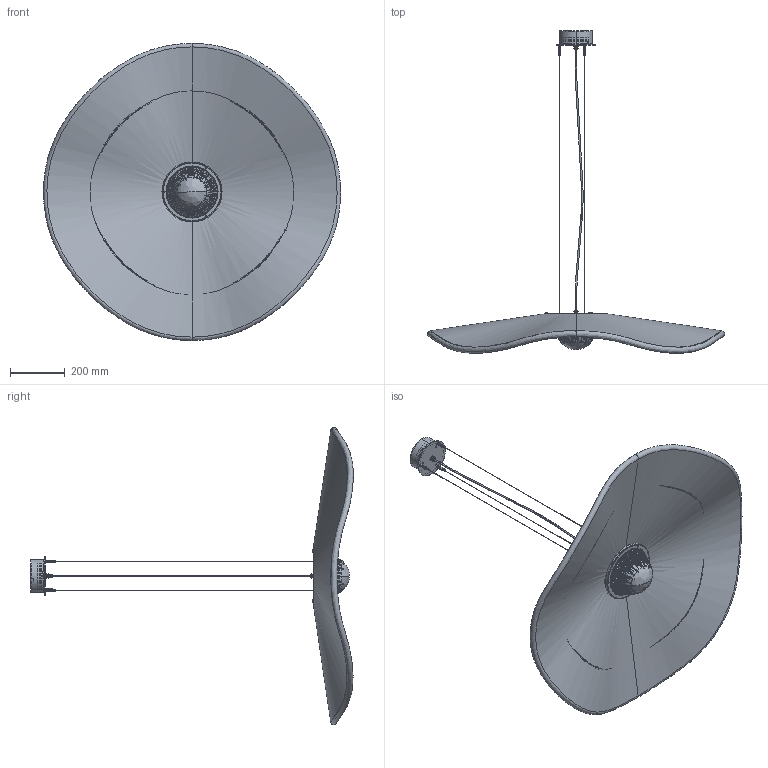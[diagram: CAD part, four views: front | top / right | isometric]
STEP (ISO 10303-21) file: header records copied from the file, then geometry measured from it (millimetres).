
FILE_DESCRIPTION (( 'STEP AP203' ), '1' );
FILE_NAME ('MEDITERRANIA S-105-01 OUTDOOR 338042133.STEP', '2021-02-10T06:34:10', ( '' ), ( '' ), 'SwSTEP 2.0', 'SolidWorks 2019', '' );
FILE_SCHEMA (( 'CONFIG_CONTROL_DESIGN' ));
Products named in the file (25): MEDITERRANIA S-105-01 OUTDOOR 338042133; 338-102; 338-150; 338-121_ATEJA ROPE; 338-108; FLO090; 338-123; 338-128; D934-M3A2; 338-113; D125.M6A2; 906-020-MEDITERRANIA S; 914-189; 338-152; 338-153; D985-M6A2; 920-062; SUB338-030; 338-112; 914-052; 338-101; 914-186; 920-024 MEDITERRANIA S; 914-197; D913-46A2
Assembly tree (39 placements, depth 4):
  MEDITERRANIA S-105-01 OUTDOOR 338042133
    SUB338-030
      338-113
      338-101  x2
      338-112
      338-102
      914-052
      338-128  x3
      338-108  x3
      338-123  x3
      920-024 MEDITERRANIA S  x3
      D934-M3A2  x3
      FLO090
        338-150
        338-153
        D913-46A2
        914-052
        338-152
        914-189
        D985-M6A2
        D125.M6A2
        914-186
        914-197
        920-062  x3
      906-020-MEDITERRANIA S
      920-062
    338-121_ATEJA ROPE
Bounding box: 1084.94 x 1177.85 x 1085.08 mm (x, y, z)
Volume: 20675648.1 mm3; surface area: 2789361.3 mm2
Topology: 47 solids, 56 shells, 3499 faces, 8419 edges, 4988 vertices
Faces by surface type: bspline 1188, plane 874, cylinder 627, torus 348, cone 292, sphere 170
Entity records: 560775 total; most frequent: CARTESIAN_POINT 501547, ORIENTED_EDGE 13390, DIRECTION 9359, EDGE_CURVE 6701, AXIS2_PLACEMENT_3D 4007, VERTEX_POINT 3997, EDGE_LOOP 3006, ADVANCED_FACE 2848
